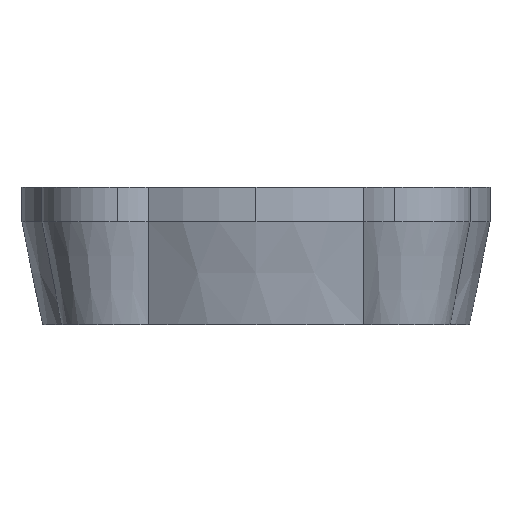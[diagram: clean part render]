
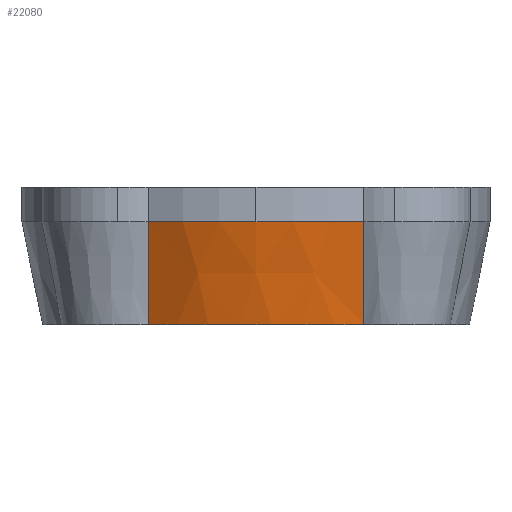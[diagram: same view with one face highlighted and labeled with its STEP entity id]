
A CAD part, left-side view. The second image highlights one B-rep face of the part: STEP entity #22080.
In plain terms, the highlighted conical face has half-angle 11 degrees and reference radius 31.084 mm.
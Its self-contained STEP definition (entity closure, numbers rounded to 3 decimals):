
#348 = CARTESIAN_POINT ( 'NONE',  ( -29.106, 15.615, -0.006 ) ) ;
#738 = CARTESIAN_POINT ( 'NONE',  ( -30.187, -15.645, 5. ) ) ;
#760 = CARTESIAN_POINT ( 'NONE',  ( 0., 0., -10. ) ) ;
#768 = VERTEX_POINT ( 'NONE', #15531 ) ;
#1215 = CARTESIAN_POINT ( 'NONE',  ( -26.862, -15.642, -10. ) ) ;
#1297 = EDGE_CURVE ( 'NONE', #6989, #7508, #14249, .T. ) ;
#1612 = CARTESIAN_POINT ( 'NONE',  ( -30.187, 15.645, 5. ) ) ;
#2257 = AXIS2_PLACEMENT_3D ( 'NONE', #760, #22242, #2659 ) ;
#2659 = DIRECTION ( 'NONE',  ( -1., 0., 0. ) ) ;
#2727 = EDGE_LOOP ( 'NONE', ( #23027, #9567, #10938, #4592, #6446 ) ) ;
#3220 = CARTESIAN_POINT ( 'NONE',  ( 0., 0., 5. ) ) ;
#3694 = CARTESIAN_POINT ( 'NONE',  ( -26.862, 15.642, -10. ) ) ;
#3907 = CARTESIAN_POINT ( 'NONE',  ( 0., 0., 5. ) ) ;
#4592 = ORIENTED_EDGE ( 'NONE', *, *, #19365, .F. ) ;
#5720 = DIRECTION ( 'NONE',  ( 0., 0., 1. ) ) ;
#5778 = CARTESIAN_POINT ( 'NONE',  ( -26.862, 15.642, -10. ) ) ;
#6158 = VERTEX_POINT ( 'NONE', #3694 ) ;
#6446 = ORIENTED_EDGE ( 'NONE', *, *, #15656, .F. ) ;
#6883 = EDGE_CURVE ( 'NONE', #17891, #768, #9089, .T. ) ;
#6989 = VERTEX_POINT ( 'NONE', #1612 ) ;
#7210 = CARTESIAN_POINT ( 'NONE',  ( 0., 0., -10. ) ) ;
#7430 = DIRECTION ( 'NONE',  ( 0., 0., 1. ) ) ;
#7475 = AXIS2_PLACEMENT_3D ( 'NONE', #7210, #7430, #21758 ) ;
#7508 = VERTEX_POINT ( 'NONE', #20783 ) ;
#8034 = CIRCLE ( 'NONE', #2257, 31.084 ) ;
#8088 = B_SPLINE_CURVE_WITH_KNOTS ( 'NONE', 3,
 ( #5778, #21774, #348, #14615 ),
 .UNSPECIFIED., .F., .F.,
 ( 4, 4 ),
 ( 0., 0.015 ),
 .UNSPECIFIED. ) ;
#9089 = B_SPLINE_CURVE_WITH_KNOTS ( 'NONE', 3,
 ( #15240, #13677, #18940, #1215 ),
 .UNSPECIFIED., .F., .F.,
 ( 4, 4 ),
 ( 0., 0.015 ),
 .UNSPECIFIED. ) ;
#9567 = ORIENTED_EDGE ( 'NONE', *, *, #17173, .F. ) ;
#10938 = ORIENTED_EDGE ( 'NONE', *, *, #1297, .F. ) ;
#10977 = AXIS2_PLACEMENT_3D ( 'NONE', #3220, #21010, #23128 ) ;
#12986 = CONICAL_SURFACE ( 'NONE', #7475, 31.084, 0.192 ) ;
#13677 = CARTESIAN_POINT ( 'NONE',  ( -29.106, -15.615, -0.006 ) ) ;
#14249 = CIRCLE ( 'NONE', #10977, 34. ) ;
#14615 = CARTESIAN_POINT ( 'NONE',  ( -30.187, 15.645, 5. ) ) ;
#15240 = CARTESIAN_POINT ( 'NONE',  ( -30.187, -15.645, 5. ) ) ;
#15531 = CARTESIAN_POINT ( 'NONE',  ( -26.862, -15.642, -10. ) ) ;
#15656 = EDGE_CURVE ( 'NONE', #768, #6158, #8034, .T. ) ;
#16327 = FACE_OUTER_BOUND ( 'NONE', #2727, .T. ) ;
#17173 = EDGE_CURVE ( 'NONE', #7508, #17891, #20859, .T. ) ;
#17891 = VERTEX_POINT ( 'NONE', #738 ) ;
#18940 = CARTESIAN_POINT ( 'NONE',  ( -28.006, -15.605, -5.008 ) ) ;
#19251 = AXIS2_PLACEMENT_3D ( 'NONE', #3907, #5720, #21861 ) ;
#19365 = EDGE_CURVE ( 'NONE', #6158, #6989, #8088, .T. ) ;
#20783 = CARTESIAN_POINT ( 'NONE',  ( -34., 0., 5. ) ) ;
#20859 = CIRCLE ( 'NONE', #19251, 34. ) ;
#21010 = DIRECTION ( 'NONE',  ( 0., 0., 1. ) ) ;
#21758 = DIRECTION ( 'NONE',  ( 1., 0., 0. ) ) ;
#21774 = CARTESIAN_POINT ( 'NONE',  ( -28.006, 15.605, -5.008 ) ) ;
#21861 = DIRECTION ( 'NONE',  ( -1., 0., 0. ) ) ;
#22080 = ADVANCED_FACE ( 'NONE', ( #16327 ), #12986, .T. ) ;
#22242 = DIRECTION ( 'NONE',  ( 0., 0., -1. ) ) ;
#23027 = ORIENTED_EDGE ( 'NONE', *, *, #6883, .F. ) ;
#23128 = DIRECTION ( 'NONE',  ( -1., 0., 0. ) ) ;
